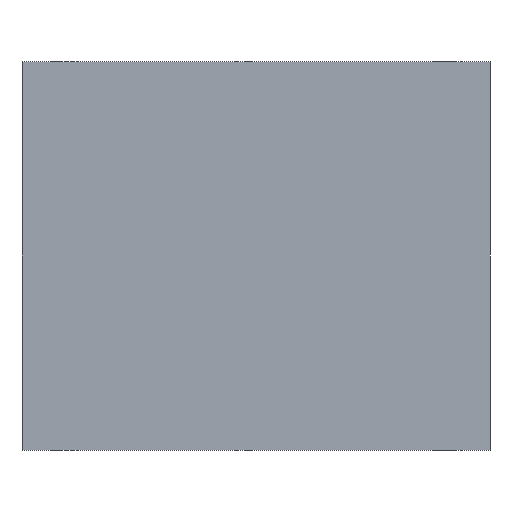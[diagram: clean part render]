
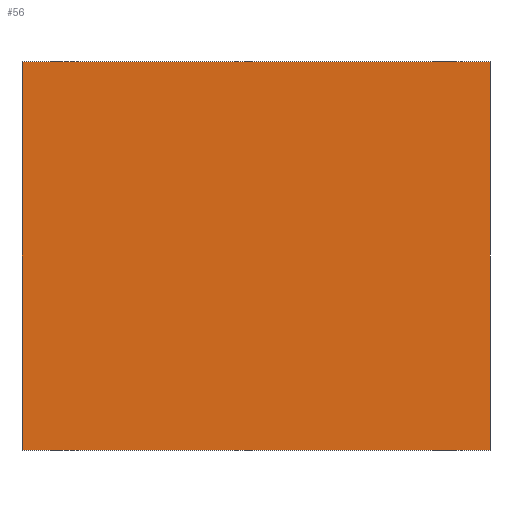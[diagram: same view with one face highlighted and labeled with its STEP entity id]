
A CAD part, front view. The second image highlights one B-rep face of the part: STEP entity #56.
In plain terms, the highlighted planar face has unit normal (0, -1, 0).
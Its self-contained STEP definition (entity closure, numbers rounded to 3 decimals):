
#56=ADVANCED_FACE('',(#96),#98,.F.);
#96=FACE_BOUND('',#97,.T.);
#97=EDGE_LOOP('',(#191,#192,#193,#194));
#98=PLANE('',#99);
#99=AXIS2_PLACEMENT_3D('',#100,#101,#102);
#100=CARTESIAN_POINT('',(0.,0.,0.));
#101=DIRECTION('',(0.,1.,0.));
#102=DIRECTION('',(0.,0.,-1.));
#191=ORIENTED_EDGE('',*,*,#229,.F.);
#192=ORIENTED_EDGE('',*,*,#230,.F.);
#193=ORIENTED_EDGE('',*,*,#221,.F.);
#194=ORIENTED_EDGE('',*,*,#231,.F.);
#221=EDGE_CURVE('',#241,#242,#243,.T.);
#229=EDGE_CURVE('',#257,#258,#259,.T.);
#230=EDGE_CURVE('',#242,#257,#260,.T.);
#231=EDGE_CURVE('',#258,#241,#261,.T.);
#241=VERTEX_POINT('',#277);
#242=VERTEX_POINT('',#278);
#243=LINE('',#279,#280);
#257=VERTEX_POINT('',#313);
#258=VERTEX_POINT('',#314);
#259=LINE('',#315,#316);
#260=LINE('',#318,#319);
#261=LINE('',#321,#322);
#277=CARTESIAN_POINT('',(50.,0.,-41.5));
#278=CARTESIAN_POINT('',(-50.,0.,-41.5));
#279=CARTESIAN_POINT('',(50.,0.,-41.5));
#280=VECTOR('',#281,1.);
#281=DIRECTION('',(-1.,0.,0.));
#313=CARTESIAN_POINT('',(-50.,0.,41.5));
#314=CARTESIAN_POINT('',(50.,0.,41.5));
#315=CARTESIAN_POINT('',(-50.,0.,41.5));
#316=VECTOR('',#317,1.);
#317=DIRECTION('',(1.,0.,0.));
#318=CARTESIAN_POINT('',(-50.,0.,-41.5));
#319=VECTOR('',#320,1.);
#320=DIRECTION('',(0.,0.,1.));
#321=CARTESIAN_POINT('',(50.,0.,41.5));
#322=VECTOR('',#323,1.);
#323=DIRECTION('',(0.,0.,-1.));
